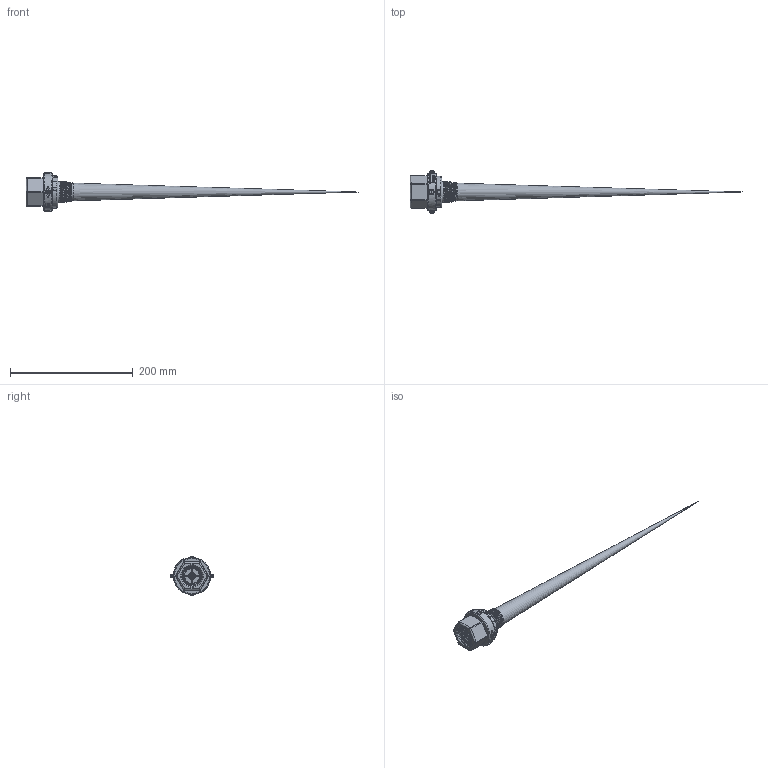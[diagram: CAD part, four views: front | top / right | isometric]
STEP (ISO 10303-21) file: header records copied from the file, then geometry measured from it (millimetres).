
FILE_DESCRIPTION(/* description */ ('1" NPT MALE X FEMALE CHECK-VALVE ASSEMBLY'),/* implementation_level */ '2;1');
FILE_NAME(/* name */ 'CV100MT.stp',/* time_stamp */ '2019-11-08T13:32:35-05:00',/* author */ ('MJC'),/* organization */ (''),/* preprocessor_version */ 'ST-DEVELOPER v17.2',/* originating_system */ 'Autodesk Inventor 2019',/* authorisation */ '');
FILE_SCHEMA (('AUTOMOTIVE_DESIGN { 1 0 10303 214 3 1 1 }'));
Products named in the file (8): CV100MT; CV10256; CVMT10254; CVMT10254X; CV10155; CV10175; CV101; CV1001
Assembly tree (7 placements, depth 3):
  CV100MT
    CV10256
    CVMT10254
      CVMT10254X
    CV10155
    CV10175
    CV101
    CV1001
Bounding box: 540.85 x 69.77 x 63.5 mm (x, y, z)
Volume: 76621.6 mm3; surface area: 243266.2 mm2
Topology: 6 solids, 6 shells, 883 faces, 2322 edges, 1445 vertices
Faces by surface type: plane 305, bspline 258, cylinder 178, torus 85, cone 41, sphere 16
Full cylindrical faces by diameter (mm): 3.175 x1, 3.556 x1, 3.969 x2, 4.762 x1, 5.08 x1, 17.462 x1, 19.05 x1, 25.908 x2, 29.21 x1, 33.528 x1, 39.649 x1, 43.18 x1, 44.069 x1, 45.212 x1, 51.816 x1, 52.324 x1, 60.249 x1
Entity records: 55448 total; most frequent: CARTESIAN_POINT 35030, ORIENTED_EDGE 4536, DIRECTION 3549, EDGE_CURVE 2268, VERTEX_POINT 1437, AXIS2_PLACEMENT_3D 1305, EDGE_LOOP 953, LINE 939
